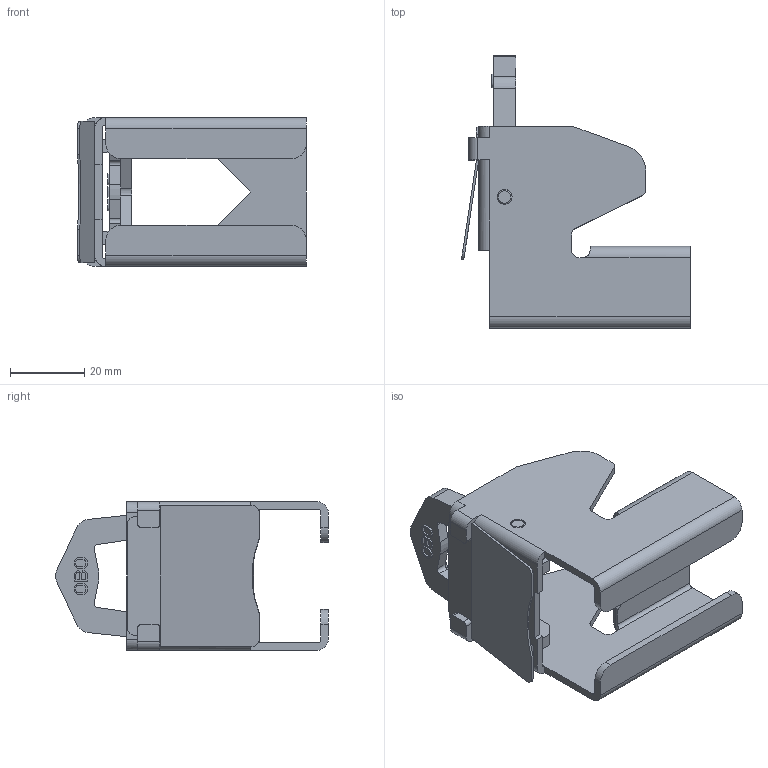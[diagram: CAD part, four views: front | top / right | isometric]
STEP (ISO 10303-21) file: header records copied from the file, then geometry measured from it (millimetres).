
FILE_DESCRIPTION((''),'2;1');
FILE_NAME('1408011_ASM','2012-07-06T',('AndreasKeweloh'),(''),'PRO/ENGINEER BY PARAMETRIC TECHNOLOGY CORPORATION, 2012130','PRO/ENGINEER BY PARAMETRIC TECHNOLOGY CORPORATION, 2012130','');
FILE_SCHEMA(('CONFIG_CONTROL_DESIGN'));
Length unit declared in the file: millimetre
Products named in the file (4): 1408011_1; 1408011K_LEMMBLECH; 1408011_HEBEL; 1408011_ASM
Assembly tree (3 placements, depth 2):
  1408011_ASM
    1408011_1
    1408011K_LEMMBLECH
    1408011_HEBEL
Bounding box: 61.59 x 73.37 x 40 mm (x, y, z)
Volume: 19124.2 mm3; surface area: 21937 mm2
Topology: 3 solids, 3 shells, 321 faces, 916 edges, 604 vertices
Faces by surface type: plane 249, cylinder 68, torus 4
Entity records: 10518 total; most frequent: CARTESIAN_POINT 1896, ORIENTED_EDGE 1832, DIRECTION 1704, EDGE_CURVE 916, VECTOR 768, LINE 768, VERTEX_POINT 604, AXIS2_PLACEMENT_3D 468
